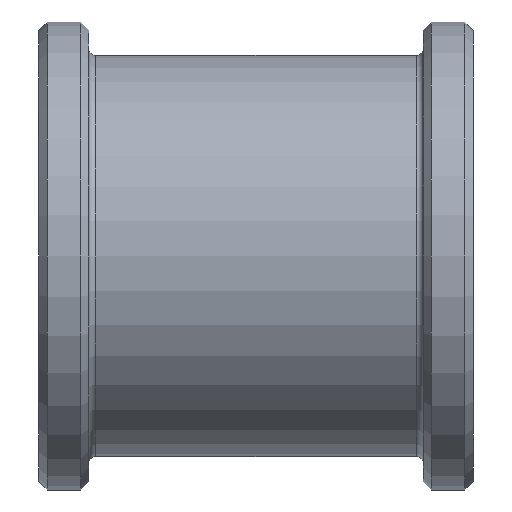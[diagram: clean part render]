
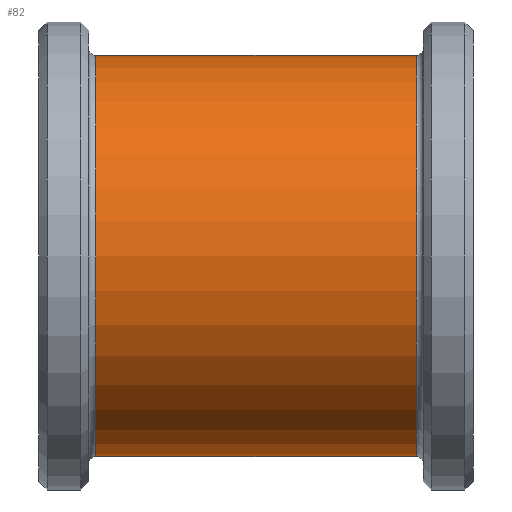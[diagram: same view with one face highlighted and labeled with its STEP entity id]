
A CAD part, front view. The second image highlights one B-rep face of the part: STEP entity #82.
In plain terms, the highlighted cylindrical face has radius 6 mm (diameter 12 mm), a partial arc.
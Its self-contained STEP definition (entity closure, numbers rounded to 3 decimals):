
#42 = EDGE_CURVE ( 'NONE', #243, #639, #119, .T. ) ;
#64 = CARTESIAN_POINT ( 'NONE',  ( 4.8, 0., 6. ) ) ;
#77 = ORIENTED_EDGE ( 'NONE', *, *, #219, .T. ) ;
#82 = ADVANCED_FACE ( 'NONE', ( #501 ), #208, .T. ) ;
#97 = CARTESIAN_POINT ( 'NONE',  ( -4.8, 0., 6. ) ) ;
#105 = DIRECTION ( 'NONE',  ( 1., 0., 0. ) ) ;
#118 = VERTEX_POINT ( 'NONE', #767 ) ;
#119 = CIRCLE ( 'NONE', #689, 6. ) ;
#136 = EDGE_CURVE ( 'NONE', #118, #243, #220, .T. ) ;
#154 = AXIS2_PLACEMENT_3D ( 'NONE', #303, #313, #234 ) ;
#205 = DIRECTION ( 'NONE',  ( 1., 0., 0. ) ) ;
#208 = CYLINDRICAL_SURFACE ( 'NONE', #324, 6. ) ;
#219 = EDGE_CURVE ( 'NONE', #508, #118, #247, .T. ) ;
#220 = LINE ( 'NONE', #527, #469 ) ;
#234 = DIRECTION ( 'NONE',  ( 0., 0., -1. ) ) ;
#243 = VERTEX_POINT ( 'NONE', #307 ) ;
#247 = CIRCLE ( 'NONE', #154, 6. ) ;
#287 = VECTOR ( 'NONE', #728, 1000. ) ;
#301 = ORIENTED_EDGE ( 'NONE', *, *, #42, .T. ) ;
#303 = CARTESIAN_POINT ( 'NONE',  ( -4.8, 0., 0. ) ) ;
#307 = CARTESIAN_POINT ( 'NONE',  ( 4.8, 0., -6. ) ) ;
#313 = DIRECTION ( 'NONE',  ( 1., 0., 0. ) ) ;
#324 = AXIS2_PLACEMENT_3D ( 'NONE', #744, #205, #404 ) ;
#404 = DIRECTION ( 'NONE',  ( 0., 0., -1. ) ) ;
#426 = LINE ( 'NONE', #496, #287 ) ;
#469 = VECTOR ( 'NONE', #105, 1000. ) ;
#496 = CARTESIAN_POINT ( 'NONE',  ( 0., 0., 6. ) ) ;
#501 = FACE_OUTER_BOUND ( 'NONE', #684, .T. ) ;
#508 = VERTEX_POINT ( 'NONE', #97 ) ;
#527 = CARTESIAN_POINT ( 'NONE',  ( 0., 0., -6. ) ) ;
#539 = ORIENTED_EDGE ( 'NONE', *, *, #694, .F. ) ;
#553 = DIRECTION ( 'NONE',  ( -1., 0., 0. ) ) ;
#557 = DIRECTION ( 'NONE',  ( 0., 0., 1. ) ) ;
#560 = ORIENTED_EDGE ( 'NONE', *, *, #136, .T. ) ;
#639 = VERTEX_POINT ( 'NONE', #64 ) ;
#684 = EDGE_LOOP ( 'NONE', ( #539, #77, #560, #301 ) ) ;
#689 = AXIS2_PLACEMENT_3D ( 'NONE', #753, #553, #557 ) ;
#694 = EDGE_CURVE ( 'NONE', #508, #639, #426, .T. ) ;
#728 = DIRECTION ( 'NONE',  ( 1., 0., 0. ) ) ;
#744 = CARTESIAN_POINT ( 'NONE',  ( 0., 0., 0. ) ) ;
#753 = CARTESIAN_POINT ( 'NONE',  ( 4.8, 0., 0. ) ) ;
#767 = CARTESIAN_POINT ( 'NONE',  ( -4.8, 0., -6. ) ) ;
